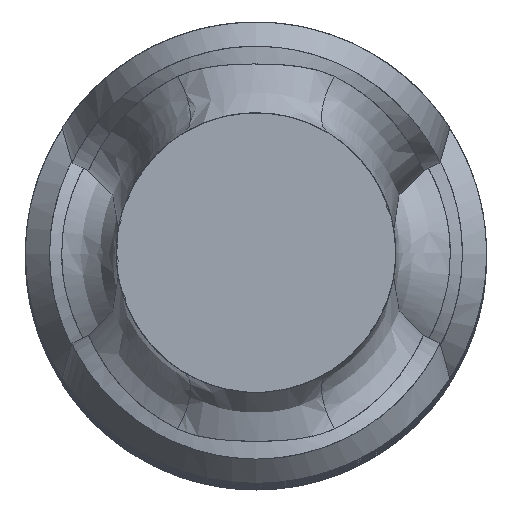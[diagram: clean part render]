
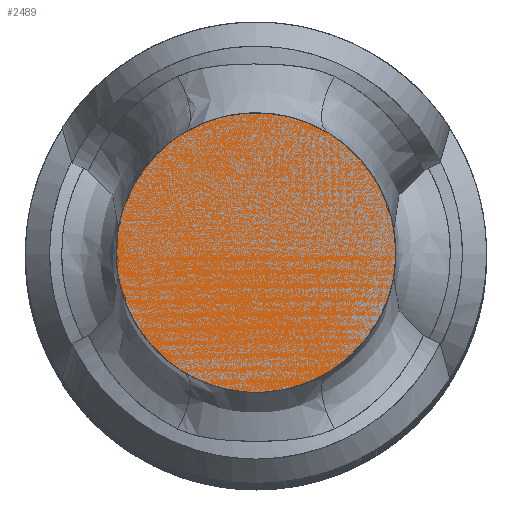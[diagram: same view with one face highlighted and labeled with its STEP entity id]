
A CAD part, top view. The second image highlights one B-rep face of the part: STEP entity #2489.
In plain terms, the highlighted free-form (B-spline) face has degree [1, 1] with [2, 2] control points.
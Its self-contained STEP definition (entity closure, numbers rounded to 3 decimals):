
#2377=CARTESIAN_POINT('',(-23.377,-23.377,325.0));
#2378=CARTESIAN_POINT('',(23.377,-23.377,325.0));
#2379=CARTESIAN_POINT('',(-23.377,23.377,325.0));
#2380=CARTESIAN_POINT('',(23.377,23.377,325.0));
#2381=QUASI_UNIFORM_SURFACE('',1,1,((#2377,#2379),(#2378,#2380)),.UNSPECIFIED.,.F.,.F.,.U.);
#2382=CARTESIAN_POINT('',(11.891,19.804,325.0));
#2383=VERTEX_POINT('',#2382);
#2384=CARTESIAN_POINT('',(11.891,19.804,325.0));
#2385=CARTESIAN_POINT('',(10.538,20.559,325.0));
#2386=CARTESIAN_POINT('',(9.159,21.216,325.0));
#2387=CARTESIAN_POINT('',(8.106,21.645,325.0));
#2388=CARTESIAN_POINT('',(7.038,22.018,325.0));
#2389=CARTESIAN_POINT('',(5.407,22.474,325.0));
#2390=CARTESIAN_POINT('',(3.742,22.806,325.0));
#2391=CARTESIAN_POINT('',(2.043,23.014,325.0));
#2392=CARTESIAN_POINT('',(0.309,23.098,325.0));
#2393=CARTESIAN_POINT('',(0.,23.1,325.0));
#2394=CARTESIAN_POINT('',(-1.548,23.051,325.0));
#2395=CARTESIAN_POINT('',(-3.069,22.904,325.0));
#2396=CARTESIAN_POINT('',(-4.192,22.729,325.0));
#2397=CARTESIAN_POINT('',(-5.3,22.499,325.0));
#2398=CARTESIAN_POINT('',(-6.933,22.051,325.0));
#2399=CARTESIAN_POINT('',(-8.532,21.479,325.0));
#2400=CARTESIAN_POINT('',(-10.096,20.782,325.0));
#2401=CARTESIAN_POINT('',(-11.625,19.962,325.0));
#2402=CARTESIAN_POINT('',(-11.891,19.804,325.0));
#2403=CARTESIAN_POINT('',(-13.16,18.988,325.0));
#2404=CARTESIAN_POINT('',(-14.36,18.103,325.0));
#2405=CARTESIAN_POINT('',(-15.215,17.396,325.0));
#2406=CARTESIAN_POINT('',(-16.03,16.65,325.0));
#2407=CARTESIAN_POINT('',(-17.18,15.46,325.0));
#2408=CARTESIAN_POINT('',(-18.242,14.185,325.0));
#2409=CARTESIAN_POINT('',(-19.217,12.824,325.0));
#2410=CARTESIAN_POINT('',(-20.103,11.378,325.0));
#2411=CARTESIAN_POINT('',(-20.806,10.042,325.0));
#2412=CARTESIAN_POINT('',(-21.414,8.682,325.0));
#2413=CARTESIAN_POINT('',(-21.809,7.645,325.0));
#2414=CARTESIAN_POINT('',(-22.152,6.594,325.0));
#2415=CARTESIAN_POINT('',(-22.567,4.993,325.0));
#2416=CARTESIAN_POINT('',(-22.863,3.36,325.0));
#2417=CARTESIAN_POINT('',(-23.041,1.695,325.0));
#2418=CARTESIAN_POINT('',(-23.1,0.,325.0));
#2419=CARTESIAN_POINT('',(-23.053,-1.509,325.0));
#2420=CARTESIAN_POINT('',(-22.913,-2.993,325.0));
#2421=CARTESIAN_POINT('',(-22.746,-4.089,325.0));
#2422=CARTESIAN_POINT('',(-22.526,-5.172,325.0));
#2423=CARTESIAN_POINT('',(-22.098,-6.771,325.0));
#2424=CARTESIAN_POINT('',(-21.552,-8.338,325.0));
#2425=CARTESIAN_POINT('',(-20.887,-9.874,325.0));
#2426=CARTESIAN_POINT('',(-20.103,-11.378,325.0));
#2427=CARTESIAN_POINT('',(-19.32,-12.668,325.0));
#2428=CARTESIAN_POINT('',(-18.466,-13.89,325.0));
#2429=CARTESIAN_POINT('',(-17.781,-14.763,325.0));
#2430=CARTESIAN_POINT('',(-17.057,-15.597,325.0));
#2431=CARTESIAN_POINT('',(-15.897,-16.777,325.0));
#2432=CARTESIAN_POINT('',(-14.649,-17.872,325.0));
#2433=CARTESIAN_POINT('',(-13.314,-18.881,325.0));
#2434=CARTESIAN_POINT('',(-11.891,-19.804,325.0));
#2435=CARTESIAN_POINT('',(-10.538,-20.559,325.0));
#2436=CARTESIAN_POINT('',(-9.159,-21.216,325.0));
#2437=CARTESIAN_POINT('',(-8.106,-21.645,325.0));
#2438=CARTESIAN_POINT('',(-7.038,-22.018,325.0));
#2439=CARTESIAN_POINT('',(-5.407,-22.474,325.0));
#2440=CARTESIAN_POINT('',(-3.742,-22.806,325.0));
#2441=CARTESIAN_POINT('',(-2.043,-23.014,325.0));
#2442=CARTESIAN_POINT('',(-0.309,-23.098,325.0));
#2443=CARTESIAN_POINT('',(0.,-23.1,325.0));
#2444=CARTESIAN_POINT('',(1.548,-23.051,325.0));
#2445=CARTESIAN_POINT('',(3.069,-22.904,325.0));
#2446=CARTESIAN_POINT('',(4.192,-22.729,325.0));
#2447=CARTESIAN_POINT('',(5.3,-22.499,325.0));
#2448=CARTESIAN_POINT('',(6.933,-22.051,325.0));
#2449=CARTESIAN_POINT('',(8.532,-21.479,325.0));
#2450=CARTESIAN_POINT('',(10.096,-20.782,325.0));
#2451=CARTESIAN_POINT('',(11.625,-19.962,325.0));
#2452=CARTESIAN_POINT('',(11.891,-19.804,325.0));
#2453=CARTESIAN_POINT('',(13.16,-18.988,325.0));
#2454=CARTESIAN_POINT('',(14.36,-18.103,325.0));
#2455=CARTESIAN_POINT('',(15.215,-17.396,325.0));
#2456=CARTESIAN_POINT('',(16.03,-16.65,325.0));
#2457=CARTESIAN_POINT('',(17.18,-15.46,325.0));
#2458=CARTESIAN_POINT('',(18.242,-14.185,325.0));
#2459=CARTESIAN_POINT('',(19.217,-12.824,325.0));
#2460=CARTESIAN_POINT('',(20.103,-11.378,325.0));
#2461=CARTESIAN_POINT('',(20.806,-10.042,325.0));
#2462=CARTESIAN_POINT('',(21.414,-8.682,325.0));
#2463=CARTESIAN_POINT('',(21.809,-7.645,325.0));
#2464=CARTESIAN_POINT('',(22.152,-6.594,325.0));
#2465=CARTESIAN_POINT('',(22.567,-4.993,325.0));
#2466=CARTESIAN_POINT('',(22.863,-3.36,325.0));
#2467=CARTESIAN_POINT('',(23.041,-1.695,325.0));
#2468=CARTESIAN_POINT('',(23.1,0.,325.0));
#2469=CARTESIAN_POINT('',(23.053,1.509,325.0));
#2470=CARTESIAN_POINT('',(22.913,2.993,325.0));
#2471=CARTESIAN_POINT('',(22.746,4.089,325.0));
#2472=CARTESIAN_POINT('',(22.526,5.172,325.0));
#2473=CARTESIAN_POINT('',(22.098,6.771,325.0));
#2474=CARTESIAN_POINT('',(21.552,8.338,325.0));
#2475=CARTESIAN_POINT('',(20.887,9.874,325.0));
#2476=CARTESIAN_POINT('',(20.103,11.378,325.0));
#2477=CARTESIAN_POINT('',(19.32,12.668,325.0));
#2478=CARTESIAN_POINT('',(18.466,13.89,325.0));
#2479=CARTESIAN_POINT('',(17.781,14.763,325.0));
#2480=CARTESIAN_POINT('',(17.057,15.597,325.0));
#2481=CARTESIAN_POINT('',(15.897,16.777,325.0));
#2482=CARTESIAN_POINT('',(14.649,17.872,325.0));
#2483=CARTESIAN_POINT('',(11.891,19.804,325.0));
#2484=B_SPLINE_CURVE_WITH_KNOTS('',1,(#2384,#2385,#2386,#2387,#2388,#2389,#2390,#2391,#2392,#2393,#2394,#2395,#2396,#2397,#2398,#2399,#2400,#2401,#2402,#2403,#2404,#2405,#2406,#2407,#2408,#2409,#2410,#2411,#2412,#2413,#2414,#2415,#2416,#2417,#2418,#2419,#2420,#2421,#2422,#2423,#2424,#2425,#2426,#2427,#2428,#2429,#2430,#2431,#2432,#2433,#2434,#2435,#2436,#2437,#2438,#2439,#2440,#2441,#2442,#2443,#2444,#2445,#2446,#2447,#2448,#2449,#2450,#2451,#2452,#2453,#2454,#2455,#2456,#2457,#2458,#2459,#2460,#2461,#2462,#2463,#2464,#2465,#2466,#2467,#2468,#2469,#2470,#2471,#2472,#2473,#2474,#2475,#2476,#2477,#2478,#2479,#2480,#2481,#2482,#2483),.UNSPECIFIED.,.T.,.U.,(2,1,1,1,1,1,1,1,1,1,1,1,1,1,1,1,1,1,1,1,1,1,1,1,1,1,1,1,1,1,1,1,1,1,1,1,1,1,1,1,1,1,1,1,1,1,1,1,1,1,1,1,1,1,1,1,1,1,1,1,1,1,1,1,1,1,1,1,1,1,1,1,1,1,1,1,1,1,1,1,1,1,1,1,1,1,1,1,1,1,1,1,1,1,1,1,1,1,1,2),(0.0,0.011,0.021,0.029,0.037,0.048,0.06,0.072,0.084,0.086,0.097,0.107,0.115,0.123,0.135,0.146,0.158,0.17,0.172,0.183,0.193,0.2,0.208,0.219,0.231,0.242,0.254,0.264,0.275,0.282,0.29,0.301,0.313,0.324,0.336,0.346,0.357,0.364,0.372,0.383,0.395,0.406,0.418,0.428,0.439,0.446,0.454,0.465,0.477,0.488,0.5,0.511,0.521,0.529,0.537,0.548,0.56,0.572,0.584,0.586,0.597,0.607,0.615,0.623,0.635,0.646,0.658,0.67,0.672,0.683,0.693,0.7,0.708,0.719,0.731,0.742,0.754,0.765,0.775,0.782,0.79,0.801,0.813,0.824,0.836,0.846,0.857,0.864,0.872,0.883,0.895,0.906,0.918,0.928,0.939,0.946,0.954,0.965,0.977,1.0),.UNSPECIFIED.);
#2485=EDGE_CURVE('',#2383,#2383,#2484,.T.);
#2486=ORIENTED_EDGE('',*,*,#2485,.T.);
#2487=EDGE_LOOP('',(#2486));
#2488=FACE_OUTER_BOUND('',#2487,.T.);
#2489=ADVANCED_FACE('',(#2488),#2381,.T.);
